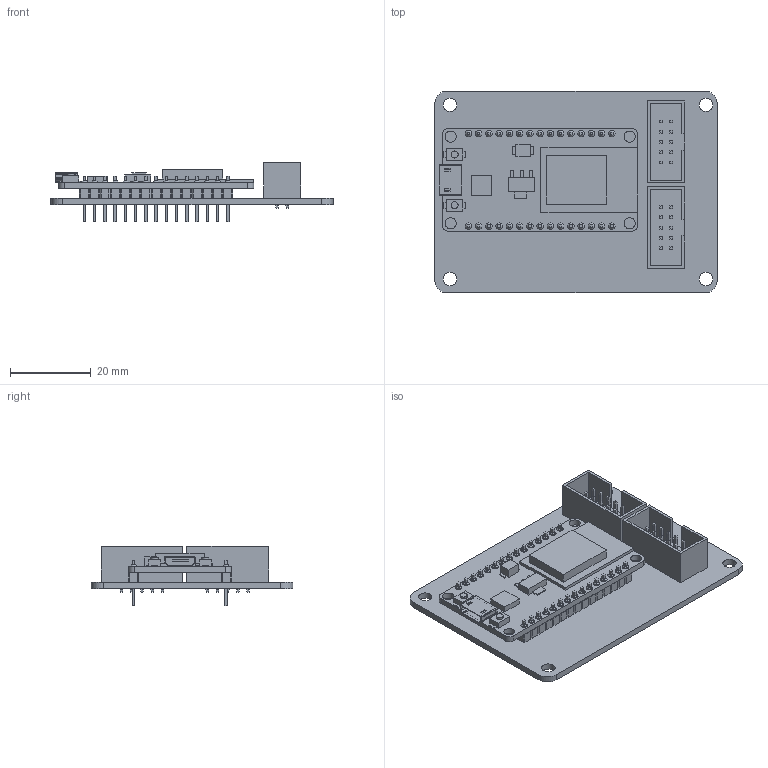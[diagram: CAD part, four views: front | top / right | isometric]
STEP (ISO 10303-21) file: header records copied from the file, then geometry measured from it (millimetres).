
FILE_DESCRIPTION(/* description */ (''),/* implementation_level */ '2;1');
FILE_NAME(/* name */ 'skr_rff_adapter.step',/* time_stamp */ '2020-05-28T13:54:38+02:00',/* author */ (''),/* organization */ (''),/* preprocessor_version */ 'ST-DEVELOPER v18.1',/* originating_system */ 'Autodesk Translation Framework v9.3.0.1241',/* authorisation */ '');
FILE_SCHEMA (('AUTOMOTIVE_DESIGN { 1 0 10303 214 3 1 1 }'));
Length unit declared in the file: millimetre
Products named in the file (3): skr_RFF_v2; idc10 v1; nodemcu ESP8266 ESP-12E v1
Assembly tree (3 placements, depth 2):
  skr_RFF_v2
    idc10 v1  x2
    nodemcu ESP8266 ESP-12E v1
Bounding box: 70 x 50 x 14.66 mm (x, y, z)
Volume: 9831.2 mm3; surface area: 15049.4 mm2
Topology: 4 solids, 33 shells, 1343 faces, 3270 edges, 2106 vertices
Faces by surface type: plane 1203, cylinder 110, cone 30
Full cylindrical faces by diameter (mm): 1 x30, 1.524 x50, 1.75 x2, 2.75 x4, 3.3 x4
Entity records: 33726 total; most frequent: CARTESIAN_POINT 6131, ORIENTED_EDGE 5668, DIRECTION 5244, EDGE_CURVE 2834, LINE 2434, VECTOR 2434, VERTEX_POINT 1842, EDGE_LOOP 1424
